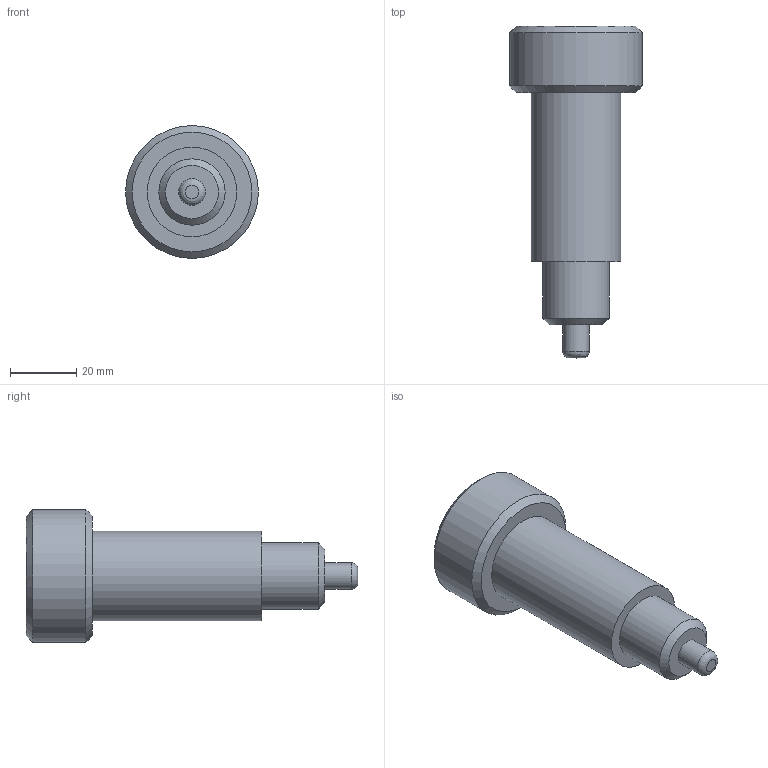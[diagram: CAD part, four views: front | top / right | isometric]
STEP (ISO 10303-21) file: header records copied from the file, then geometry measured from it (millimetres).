
FILE_DESCRIPTION(/* description */ ('Pino de Indexar PW','CAx-IF Rec.Pracs.---Representation and Presentation of Product Manufacturing Information (PMI)---4.0---2014-10-13'),/* implementation_level */ '2;1');
FILE_NAME(/* name */ '',/* time_stamp */ '2025-10-01T12:47:26-04:00',/* author */ ('wandr'),/* organization */ ('ELGIN'),/* preprocessor_version */ 'ST-DEVELOPER v20.1',/* originating_system */ 'Autodesk Inventor 2026',/* authorisation */ '');
FILE_SCHEMA (('AP242_MANAGED_MODEL_BASED_3D_ENGINEERING_MIM_LF { 1 0 10303 442 2 1 4 }'));
Length unit declared in the file: millimetre
Products named in the file (1): MD09-00-016
Bounding box: 40 x 100 x 40 mm (x, y, z)
Volume: 60182.2 mm3; surface area: 10390.6 mm2
Topology: 1 solids, 1 shells, 13 faces, 24 edges, 16 vertices
Faces by surface type: plane 5, cylinder 4, cone 3, bspline 1
Full cylindrical faces by diameter (mm): 8 x1, 20 x1, 27 x1, 40 x1
Entity records: 572 total; most frequent: CARTESIAN_POINT 120, DIRECTION 99, ORIENTED_EDGE 48, AXIS2_PLACEMENT_3D 46, EDGE_CURVE 24, CIRCLE 17, EDGE_LOOP 16, VERTEX_POINT 16
